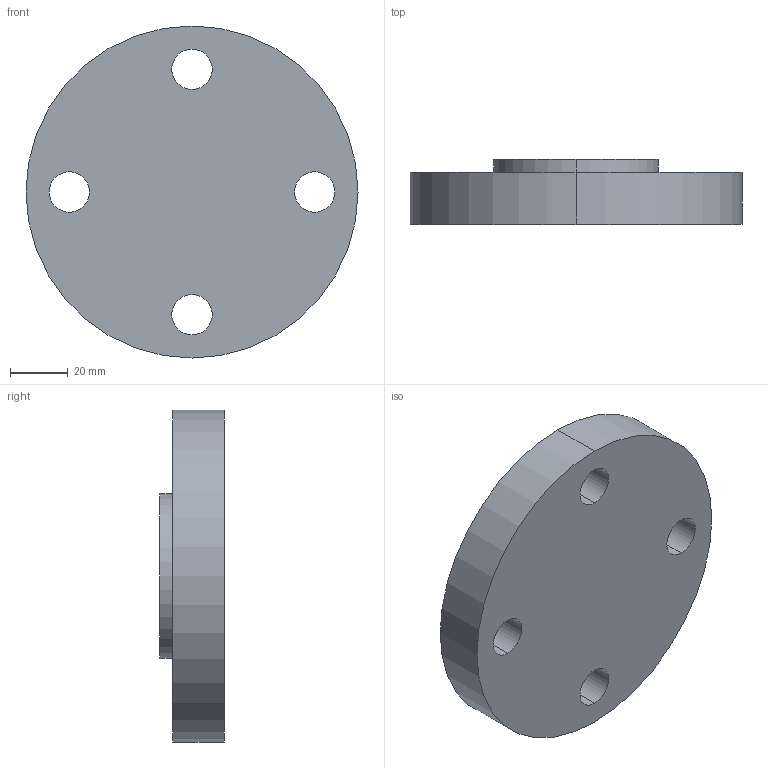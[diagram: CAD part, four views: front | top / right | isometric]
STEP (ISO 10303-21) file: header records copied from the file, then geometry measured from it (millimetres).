
FILE_DESCRIPTION (( 'STEP AP203' ), '1' );
FILE_NAME ('3D_R184-F_PN40_25_176595330.STEP', '2025-01-18T09:30:25', ( '' ), ( '' ), 'SwSTEP 2.0', 'SolidWorks 2023', '' );
FILE_SCHEMA (( 'CONFIG_CONTROL_DESIGN' ));
Length unit declared in the file: millimetre
Products named in the file (1): 3D_R184-F_PN40_25_176595330
Bounding box: 115 x 22.5 x 115 mm (x, y, z)
Volume: 180828.5 mm3; surface area: 30625.8 mm2
Topology: 1 solids, 1 shells, 18 faces, 42 edges, 28 vertices
Faces by surface type: cylinder 14, plane 4
Entity records: 627 total; most frequent: DIRECTION 108, CARTESIAN_POINT 89, ORIENTED_EDGE 84, AXIS2_PLACEMENT_3D 47, EDGE_CURVE 42, CIRCLE 28, EDGE_LOOP 28, VERTEX_POINT 28
